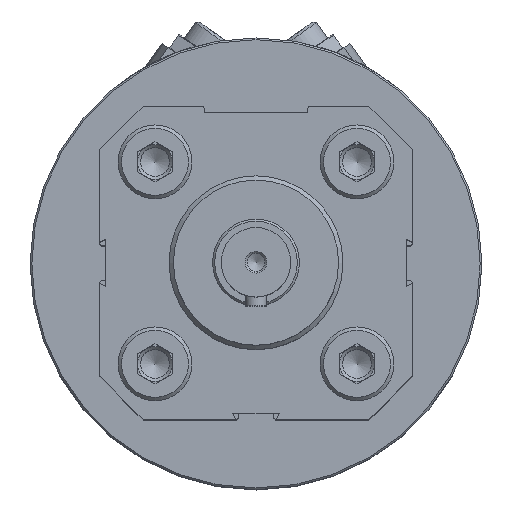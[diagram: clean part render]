
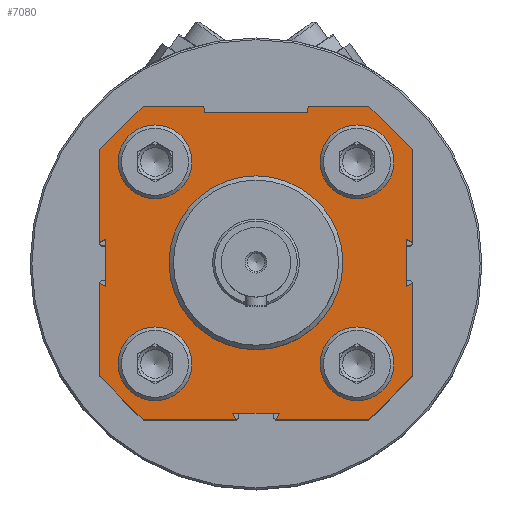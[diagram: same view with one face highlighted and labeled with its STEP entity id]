
A CAD part, top view. The second image highlights one B-rep face of the part: STEP entity #7080.
In plain terms, the highlighted face is planar.
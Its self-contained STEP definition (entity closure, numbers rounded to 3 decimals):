
#366=LINE('',#10842,#939);
#367=LINE('',#10845,#940);
#368=LINE('',#10847,#941);
#369=LINE('',#10849,#942);
#370=LINE('',#10851,#943);
#371=LINE('',#10853,#944);
#372=LINE('',#10855,#945);
#373=LINE('',#10857,#946);
#374=LINE('',#10859,#947);
#375=LINE('',#10861,#948);
#376=LINE('',#10863,#949);
#377=LINE('',#10865,#950);
#378=LINE('',#10867,#951);
#379=LINE('',#10869,#952);
#380=LINE('',#10871,#953);
#381=LINE('',#10873,#954);
#382=LINE('',#10875,#955);
#383=LINE('',#10877,#956);
#384=LINE('',#10879,#957);
#385=LINE('',#10881,#958);
#386=LINE('',#10883,#959);
#387=LINE('',#10885,#960);
#388=LINE('',#10887,#961);
#389=LINE('',#10889,#962);
#939=VECTOR('',#8541,1000.);
#940=VECTOR('',#8542,1000.);
#941=VECTOR('',#8543,1000.);
#942=VECTOR('',#8544,1000.);
#943=VECTOR('',#8545,1000.);
#944=VECTOR('',#8546,1000.);
#945=VECTOR('',#8547,1000.);
#946=VECTOR('',#8548,1000.);
#947=VECTOR('',#8549,1000.);
#948=VECTOR('',#8550,1000.);
#949=VECTOR('',#8551,1000.);
#950=VECTOR('',#8552,1000.);
#951=VECTOR('',#8553,1000.);
#952=VECTOR('',#8554,1000.);
#953=VECTOR('',#8555,1000.);
#954=VECTOR('',#8556,1000.);
#955=VECTOR('',#8557,1000.);
#956=VECTOR('',#8558,1000.);
#957=VECTOR('',#8559,1000.);
#958=VECTOR('',#8560,1000.);
#959=VECTOR('',#8561,1000.);
#960=VECTOR('',#8562,1000.);
#961=VECTOR('',#8563,1000.);
#962=VECTOR('',#8564,1000.);
#1512=ORIENTED_EDGE('',*,*,#3492,.F.);
#1513=ORIENTED_EDGE('',*,*,#3493,.F.);
#1514=ORIENTED_EDGE('',*,*,#3494,.F.);
#1515=ORIENTED_EDGE('',*,*,#3495,.F.);
#1516=ORIENTED_EDGE('',*,*,#3496,.F.);
#1517=ORIENTED_EDGE('',*,*,#3497,.F.);
#1518=ORIENTED_EDGE('',*,*,#3498,.F.);
#1519=ORIENTED_EDGE('',*,*,#3499,.F.);
#1520=ORIENTED_EDGE('',*,*,#3500,.F.);
#1521=ORIENTED_EDGE('',*,*,#3501,.F.);
#1522=ORIENTED_EDGE('',*,*,#3502,.F.);
#1523=ORIENTED_EDGE('',*,*,#3503,.F.);
#1524=ORIENTED_EDGE('',*,*,#3504,.F.);
#1525=ORIENTED_EDGE('',*,*,#3505,.F.);
#1526=ORIENTED_EDGE('',*,*,#3506,.F.);
#1527=ORIENTED_EDGE('',*,*,#3507,.F.);
#1528=ORIENTED_EDGE('',*,*,#3508,.F.);
#1529=ORIENTED_EDGE('',*,*,#3509,.F.);
#1530=ORIENTED_EDGE('',*,*,#3510,.F.);
#1531=ORIENTED_EDGE('',*,*,#3511,.F.);
#1532=ORIENTED_EDGE('',*,*,#3512,.F.);
#1533=ORIENTED_EDGE('',*,*,#3513,.F.);
#1534=ORIENTED_EDGE('',*,*,#3514,.F.);
#1535=ORIENTED_EDGE('',*,*,#3515,.F.);
#1536=ORIENTED_EDGE('',*,*,#3516,.F.);
#1537=ORIENTED_EDGE('',*,*,#3517,.F.);
#1538=ORIENTED_EDGE('',*,*,#3518,.F.);
#1539=ORIENTED_EDGE('',*,*,#3519,.F.);
#1540=ORIENTED_EDGE('',*,*,#3520,.F.);
#3492=EDGE_CURVE('',#4482,#4482,#5185,.T.);
#3493=EDGE_CURVE('',#4483,#4483,#5186,.T.);
#3494=EDGE_CURVE('',#4484,#4484,#5187,.F.);
#3495=EDGE_CURVE('',#4485,#4486,#366,.T.);
#3496=EDGE_CURVE('',#4487,#4485,#367,.T.);
#3497=EDGE_CURVE('',#4488,#4487,#368,.T.);
#3498=EDGE_CURVE('',#4489,#4488,#369,.T.);
#3499=EDGE_CURVE('',#4490,#4489,#370,.T.);
#3500=EDGE_CURVE('',#4491,#4490,#371,.T.);
#3501=EDGE_CURVE('',#4492,#4491,#372,.T.);
#3502=EDGE_CURVE('',#4493,#4492,#373,.T.);
#3503=EDGE_CURVE('',#4494,#4493,#374,.T.);
#3504=EDGE_CURVE('',#4495,#4494,#375,.T.);
#3505=EDGE_CURVE('',#4496,#4495,#376,.T.);
#3506=EDGE_CURVE('',#4497,#4496,#377,.T.);
#3507=EDGE_CURVE('',#4498,#4497,#378,.T.);
#3508=EDGE_CURVE('',#4499,#4498,#379,.T.);
#3509=EDGE_CURVE('',#4500,#4499,#380,.T.);
#3510=EDGE_CURVE('',#4501,#4500,#381,.T.);
#3511=EDGE_CURVE('',#4502,#4501,#382,.T.);
#3512=EDGE_CURVE('',#4503,#4502,#383,.T.);
#3513=EDGE_CURVE('',#4504,#4503,#384,.T.);
#3514=EDGE_CURVE('',#4505,#4504,#385,.T.);
#3515=EDGE_CURVE('',#4506,#4505,#386,.T.);
#3516=EDGE_CURVE('',#4507,#4506,#387,.T.);
#3517=EDGE_CURVE('',#4508,#4507,#388,.T.);
#3518=EDGE_CURVE('',#4486,#4508,#389,.T.);
#3519=EDGE_CURVE('',#4509,#4509,#5188,.T.);
#3520=EDGE_CURVE('',#4510,#4510,#5189,.T.);
#4482=VERTEX_POINT('',#10837);
#4483=VERTEX_POINT('',#10839);
#4484=VERTEX_POINT('',#10841);
#4485=VERTEX_POINT('',#10843);
#4486=VERTEX_POINT('',#10844);
#4487=VERTEX_POINT('',#10846);
#4488=VERTEX_POINT('',#10848);
#4489=VERTEX_POINT('',#10850);
#4490=VERTEX_POINT('',#10852);
#4491=VERTEX_POINT('',#10854);
#4492=VERTEX_POINT('',#10856);
#4493=VERTEX_POINT('',#10858);
#4494=VERTEX_POINT('',#10860);
#4495=VERTEX_POINT('',#10862);
#4496=VERTEX_POINT('',#10864);
#4497=VERTEX_POINT('',#10866);
#4498=VERTEX_POINT('',#10868);
#4499=VERTEX_POINT('',#10870);
#4500=VERTEX_POINT('',#10872);
#4501=VERTEX_POINT('',#10874);
#4502=VERTEX_POINT('',#10876);
#4503=VERTEX_POINT('',#10878);
#4504=VERTEX_POINT('',#10880);
#4505=VERTEX_POINT('',#10882);
#4506=VERTEX_POINT('',#10884);
#4507=VERTEX_POINT('',#10886);
#4508=VERTEX_POINT('',#10888);
#4509=VERTEX_POINT('',#10891);
#4510=VERTEX_POINT('',#10893);
#5185=CIRCLE('',#7668,8.5);
#5186=CIRCLE('',#7669,8.5);
#5187=CIRCLE('',#7670,20.);
#5188=CIRCLE('',#7671,8.5);
#5189=CIRCLE('',#7672,8.5);
#5572=EDGE_LOOP('',(#1512));
#5573=EDGE_LOOP('',(#1513));
#5574=EDGE_LOOP('',(#1514));
#5575=EDGE_LOOP('',(#1515,#1516,#1517,#1518,#1519,#1520,#1521,#1522,#1523,
#1524,#1525,#1526,#1527,#1528,#1529,#1530,#1531,#1532,#1533,#1534,#1535,
#1536,#1537,#1538));
#5576=EDGE_LOOP('',(#1539));
#5577=EDGE_LOOP('',(#1540));
#6201=FACE_BOUND('',#5572,.T.);
#6202=FACE_BOUND('',#5573,.T.);
#6203=FACE_BOUND('',#5574,.T.);
#6204=FACE_BOUND('',#5575,.T.);
#6205=FACE_BOUND('',#5576,.T.);
#6206=FACE_BOUND('',#5577,.T.);
#6840=PLANE('',#7667);
#7080=ADVANCED_FACE('',(#6201,#6202,#6203,#6204,#6205,#6206),#6840,.F.);
#7667=AXIS2_PLACEMENT_3D('',#10835,#8533,#8534);
#7668=AXIS2_PLACEMENT_3D('',#10836,#8535,#8536);
#7669=AXIS2_PLACEMENT_3D('',#10838,#8537,#8538);
#7670=AXIS2_PLACEMENT_3D('',#10840,#8539,#8540);
#7671=AXIS2_PLACEMENT_3D('',#10890,#8565,#8566);
#7672=AXIS2_PLACEMENT_3D('',#10892,#8567,#8568);
#8533=DIRECTION('',(1.,0.,0.));
#8534=DIRECTION('',(0.,0.,-1.));
#8535=DIRECTION('',(-1.,0.,0.));
#8536=DIRECTION('',(0.,0.,1.));
#8537=DIRECTION('',(-1.,0.,0.));
#8538=DIRECTION('',(0.,0.,1.));
#8539=DIRECTION('',(1.,0.,0.));
#8540=DIRECTION('',(0.,0.,-1.));
#8541=DIRECTION('',(0.,-1.,0.));
#8542=DIRECTION('',(0.,0.429,0.903));
#8543=DIRECTION('',(0.,-1.,0.));
#8544=DIRECTION('',(0.,0.429,-0.903));
#8545=DIRECTION('',(0.,-1.,0.));
#8546=DIRECTION('',(0.,-0.707,0.707));
#8547=DIRECTION('',(0.,0.,1.));
#8548=DIRECTION('',(0.,0.996,0.087));
#8549=DIRECTION('',(0.,0.,1.));
#8550=DIRECTION('',(0.,-0.996,0.087));
#8551=DIRECTION('',(0.,0.,1.));
#8552=DIRECTION('',(0.,0.707,0.707));
#8553=DIRECTION('',(0.,1.,0.));
#8554=DIRECTION('',(0.,-0.429,-0.903));
#8555=DIRECTION('',(0.,1.,0.));
#8556=DIRECTION('',(0.,-0.429,0.903));
#8557=DIRECTION('',(0.,1.,0.));
#8558=DIRECTION('',(0.,0.707,-0.707));
#8559=DIRECTION('',(0.,0.,-1.));
#8560=DIRECTION('',(0.,-0.903,0.429));
#8561=DIRECTION('',(0.,0.,-1.));
#8562=DIRECTION('',(0.,0.903,0.429));
#8563=DIRECTION('',(0.,0.,-1.));
#8564=DIRECTION('',(0.,-0.707,-0.707));
#8565=DIRECTION('',(-1.,0.,0.));
#8566=DIRECTION('',(0.,0.,1.));
#8567=DIRECTION('',(-1.,0.,0.));
#8568=DIRECTION('',(0.,0.,1.));
#10835=CARTESIAN_POINT('',(-218.,0.,0.));
#10836=CARTESIAN_POINT('',(-218.,-23.25,23.25));
#10837=CARTESIAN_POINT('',(-218.,-23.25,31.75));
#10838=CARTESIAN_POINT('',(-218.,23.25,-23.25));
#10839=CARTESIAN_POINT('',(-218.,23.25,-14.75));
#10840=CARTESIAN_POINT('',(-218.,0.,0.));
#10841=CARTESIAN_POINT('',(-218.,0.,-20.));
#10842=CARTESIAN_POINT('',(-218.,-4.716,36.));
#10843=CARTESIAN_POINT('',(-218.,-4.716,36.));
#10844=CARTESIAN_POINT('',(-218.,-26.,36.));
#10845=CARTESIAN_POINT('',(-218.,-5.4,34.56));
#10846=CARTESIAN_POINT('',(-218.,-5.4,34.56));
#10847=CARTESIAN_POINT('',(-218.,5.4,34.56));
#10848=CARTESIAN_POINT('',(-218.,5.4,34.56));
#10849=CARTESIAN_POINT('',(-218.,4.716,36.));
#10850=CARTESIAN_POINT('',(-218.,4.716,36.));
#10851=CARTESIAN_POINT('',(-218.,26.,36.));
#10852=CARTESIAN_POINT('',(-218.,26.,36.));
#10853=CARTESIAN_POINT('',(-218.,36.,26.));
#10854=CARTESIAN_POINT('',(-218.,36.,26.));
#10855=CARTESIAN_POINT('',(-218.,36.,12.));
#10856=CARTESIAN_POINT('',(-218.,36.,12.));
#10857=CARTESIAN_POINT('',(-218.,34.704,11.887));
#10858=CARTESIAN_POINT('',(-218.,34.704,11.887));
#10859=CARTESIAN_POINT('',(-218.,34.704,-11.887));
#10860=CARTESIAN_POINT('',(-218.,34.704,-11.887));
#10861=CARTESIAN_POINT('',(-218.,36.,-12.));
#10862=CARTESIAN_POINT('',(-218.,36.,-12.));
#10863=CARTESIAN_POINT('',(-218.,36.,-26.));
#10864=CARTESIAN_POINT('',(-218.,36.,-26.));
#10865=CARTESIAN_POINT('',(-218.,26.,-36.));
#10866=CARTESIAN_POINT('',(-218.,26.,-36.));
#10867=CARTESIAN_POINT('',(-218.,4.716,-36.));
#10868=CARTESIAN_POINT('',(-218.,4.716,-36.));
#10869=CARTESIAN_POINT('',(-218.,5.4,-34.56));
#10870=CARTESIAN_POINT('',(-218.,5.4,-34.56));
#10871=CARTESIAN_POINT('',(-218.,-5.4,-34.56));
#10872=CARTESIAN_POINT('',(-218.,-5.4,-34.56));
#10873=CARTESIAN_POINT('',(-218.,-4.716,-36.));
#10874=CARTESIAN_POINT('',(-218.,-4.716,-36.));
#10875=CARTESIAN_POINT('',(-218.,-26.,-36.));
#10876=CARTESIAN_POINT('',(-218.,-26.,-36.));
#10877=CARTESIAN_POINT('',(-218.,-36.,-26.));
#10878=CARTESIAN_POINT('',(-218.,-36.,-26.));
#10879=CARTESIAN_POINT('',(-218.,-36.,-4.716));
#10880=CARTESIAN_POINT('',(-218.,-36.,-4.716));
#10881=CARTESIAN_POINT('',(-218.,-34.56,-5.4));
#10882=CARTESIAN_POINT('',(-218.,-34.56,-5.4));
#10883=CARTESIAN_POINT('',(-218.,-34.56,5.4));
#10884=CARTESIAN_POINT('',(-218.,-34.56,5.4));
#10885=CARTESIAN_POINT('',(-218.,-36.,4.716));
#10886=CARTESIAN_POINT('',(-218.,-36.,4.716));
#10887=CARTESIAN_POINT('',(-218.,-36.,26.));
#10888=CARTESIAN_POINT('',(-218.,-36.,26.));
#10889=CARTESIAN_POINT('',(-218.,-26.,36.));
#10890=CARTESIAN_POINT('',(-218.,-23.25,-23.25));
#10891=CARTESIAN_POINT('',(-218.,-23.25,-14.75));
#10892=CARTESIAN_POINT('',(-218.,23.25,23.25));
#10893=CARTESIAN_POINT('',(-218.,23.25,31.75));
